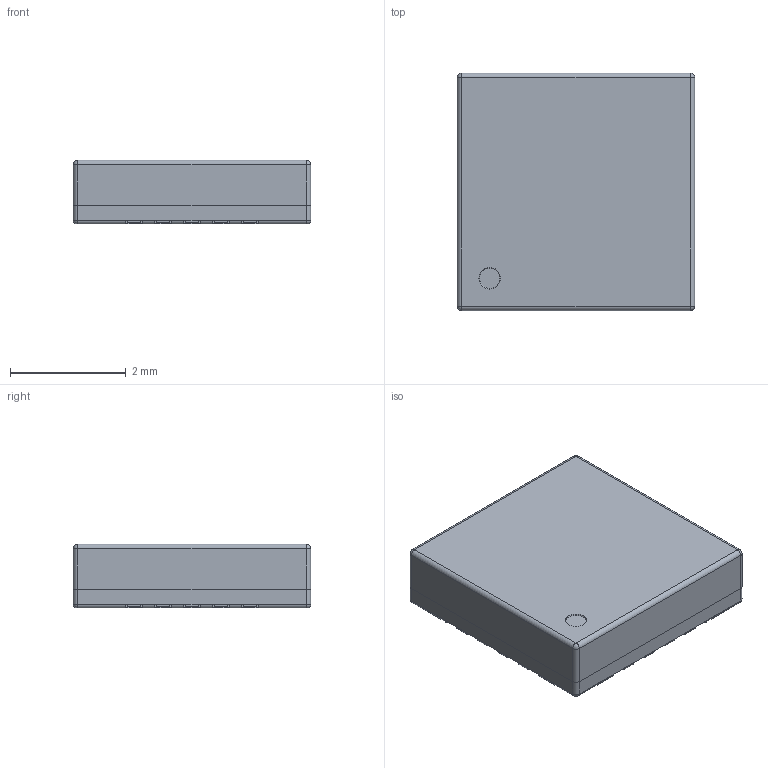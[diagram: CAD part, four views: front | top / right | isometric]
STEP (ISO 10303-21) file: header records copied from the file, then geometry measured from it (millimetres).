
FILE_DESCRIPTION(('STEP AP214'), '1');
FILE_NAME('Qorvo_TQP9111', '2020-03-26T16:29:43', ('AF'), (''), 'UNSPECIFIED', 'UNSPECIFIED', '');
FILE_SCHEMA(('AUTOMOTIVE_DESIGN { 1 0 10303 214 3 1 1}'));
Length unit declared in the file: millimetre
Assembly tree (20 placements, depth 2):
  (unnamed)
    (unnamed)  x10
    (unnamed)  x10
Bounding box: 4.1 x 4.1 x 1.1 mm (x, y, z)
Volume: 18.3 mm3; surface area: 117.4 mm2
Topology: 24 solids, 24 shells, 252 faces, 601 edges, 394 vertices
Faces by surface type: plane 207, cylinder 36, sphere 4, torus 4, cone 1
Entity records: 6210 total; most frequent: CARTESIAN_POINT 795, DIRECTION 792, ORIENTED_EDGE 760, EDGE_CURVE 380, LINE 298, VECTOR 298, VERTEX_POINT 250, AXIS2_PLACEMENT_3D 247
